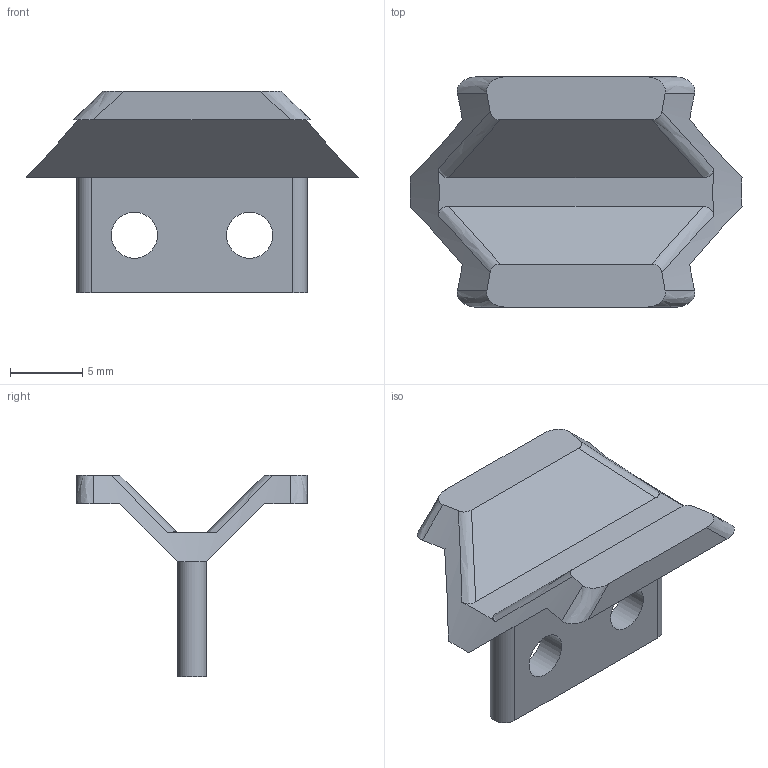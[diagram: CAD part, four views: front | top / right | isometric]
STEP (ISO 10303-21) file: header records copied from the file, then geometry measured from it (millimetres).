
FILE_DESCRIPTION(('STEP AP242'), '1');
FILE_NAME('itemFillingFunnelConnector', '', ('UNSPECIFIED'), ('UNSPECIFIED'), 'C3D Converter', 'C3D Toolkit', '');
FILE_SCHEMA(('AP242_MANAGED_MODEL_BASED_3D_ENGINEERING_MIM_LF { 1 0 10303 442 1 1 4 }'));
Length unit declared in the file: millimetre
Bounding box: 23.04 x 16 x 14 mm (x, y, z)
Volume: 745 mm3; surface area: 1068.1 mm2
Topology: 1 solids, 1 shells, 30 faces, 80 edges, 52 vertices
Faces by surface type: plane 16, bspline 8, cylinder 4, cone 2
Full cylindrical faces by diameter (mm): 3.2 x2
Entity records: 2607 total; most frequent: CARTESIAN_POINT 1899, ORIENTED_EDGE 156, DIRECTION 108, EDGE_CURVE 78, VERTEX_POINT 52, AXIS2_PLACEMENT_3D 43, EDGE_LOOP 36, B_SPLINE_CURVE_WITH_KNOTS 36
